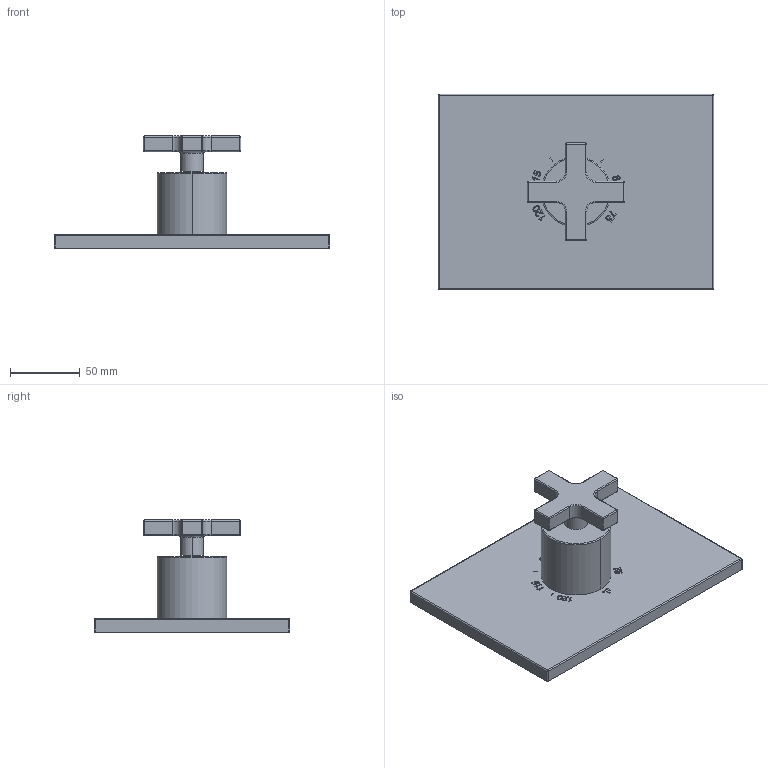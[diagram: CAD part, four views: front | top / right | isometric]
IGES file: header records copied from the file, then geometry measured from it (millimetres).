
Start section:  PTC IGES file: 3-2064ts.igs
Global section: file name: 3-2064ts.igs; native system: Creo Parametric by PTC Inc.; preprocessor: 2018400; author: jinson.thomas; organization: Unknown; date: 20201204.101554; units: inch
Bounding box: 196.85 x 139.7 x 80.14 mm (x, y, z)
Volume: 374257 mm3; surface area: 75539.2 mm2
Topology: 1 solids, 1 shells, 387 faces, 988 edges, 632 vertices
Faces by surface type: extrusion 178, bspline 123, revolution 86
